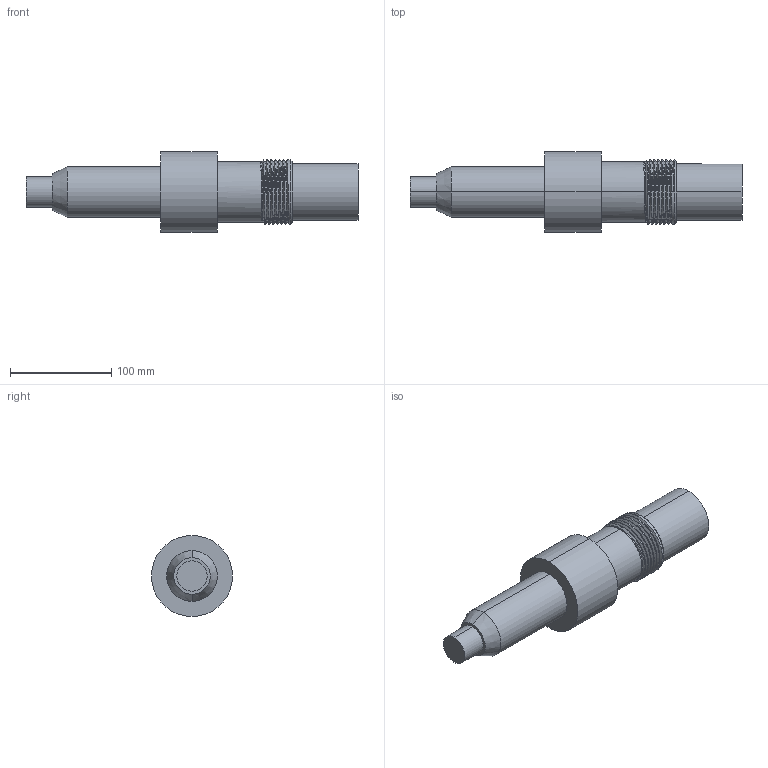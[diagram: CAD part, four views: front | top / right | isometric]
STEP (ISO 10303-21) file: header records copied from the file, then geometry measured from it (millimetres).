
FILE_DESCRIPTION (( 'STEP AP203' ), '1' );
FILE_NAME ('m齦.STEP', '2018-03-23T11:21:49', ( '' ), ( '' ), 'SwSTEP 2.0', 'SolidWorks 2017', '' );
FILE_SCHEMA (( 'CONFIG_CONTROL_DESIGN' ));
Length unit declared in the file: millimetre
Products named in the file (1): m齦
Bounding box: 328 x 80 x 80 mm (x, y, z)
Volume: 874468.2 mm3; surface area: 71749.6 mm2
Topology: 1 solids, 1 shells, 48 faces, 117 edges, 75 vertices
Faces by surface type: cylinder 26, plane 12, cone 7, bspline 3
Entity records: 3277 total; most frequent: CARTESIAN_POINT 2166, ORIENTED_EDGE 234, DIRECTION 199, EDGE_CURVE 117, AXIS2_PLACEMENT_3D 76, VERTEX_POINT 75, EDGE_LOOP 52, FACE_OUTER_BOUND 48
